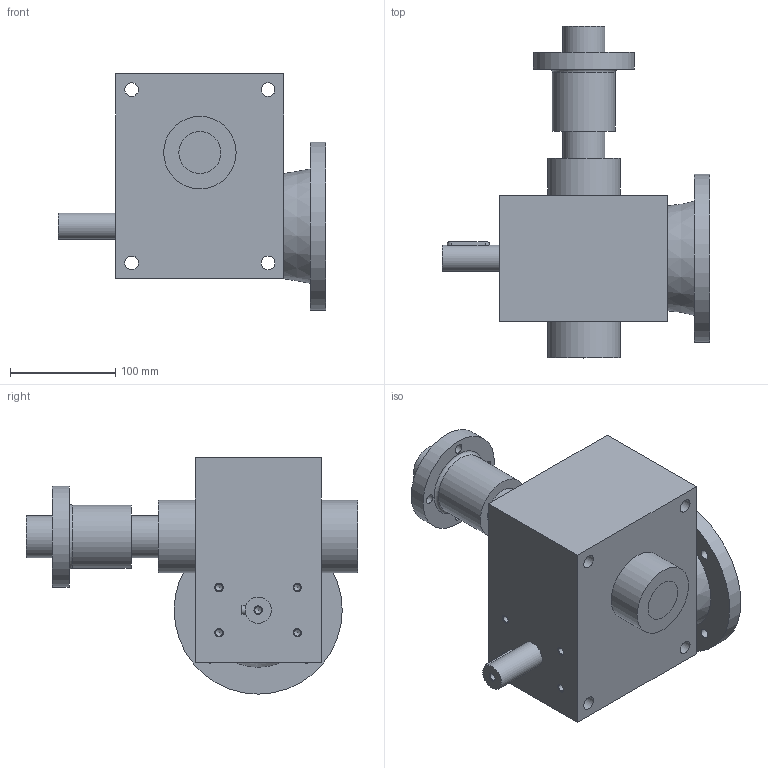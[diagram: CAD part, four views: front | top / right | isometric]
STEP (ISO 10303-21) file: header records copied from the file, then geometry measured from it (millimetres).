
FILE_DESCRIPTION(/* description */ ('STEP AP203'),/* implementation_level */ '2;1');
FILE_NAME(/* name */ 'XTPR407_MBD_100-112_B14_R.1_5_C.1_-_-_-_-_-_-',/* time_stamp */ '2022-11-01T11:45:37+01:00',/* author */ ('License CC BY-ND 4.0'),/* organization */ ('CADENAS'),/* preprocessor_version */ 'ST-DEVELOPER v18.102',/* originating_system */ 'PARTsolutions',/* authorisation */ ' ');
FILE_SCHEMA (('CONFIG_CONTROL_DESIGN'));
Length unit declared in the file: millimetre
Products named in the file (6): XTPR407_MBD_100-112/B14_R.1/5_C.1_-_-_-_-_-_-; 407_10-fl; XTPR407_1_1_xtpr_4; XTPR407_1_11-_xtpr_3; XTPR407-2; XTPR407_4_1_1_1_xtpr_1
Assembly tree (5 placements, depth 2):
  XTPR407_MBD_100-112/B14_R.1/5_C.1_-_-_-_-_-_-
    407_10-fl
    XTPR407_1_1_xtpr_4
    XTPR407_1_11-_xtpr_3
    XTPR407-2
    XTPR407_4_1_1_1_xtpr_1
Bounding box: 255 x 316 x 225 mm (x, y, z)
Volume: 4844790.8 mm3; surface area: 358901.1 mm2
Topology: 5 solids, 5 shells, 167 faces, 417 edges, 276 vertices
Faces by surface type: plane 92, cylinder 59, cone 15, torus 1
Full cylindrical faces by diameter (mm): 6.647 x5, 9 x8, 13 x4, 25 x2, 33 x2, 40 x2, 60 x1, 69 x2, 96 x1, 110 x1, 160 x1
Entity records: 4997 total; most frequent: DIRECTION 830, CARTESIAN_POINT 812, ORIENTED_EDGE 716, EDGE_CURVE 358, AXIS2_PLACEMENT_3D 301, VERTEX_POINT 267, FACE_BOUND 263, EDGE_LOOP 258
